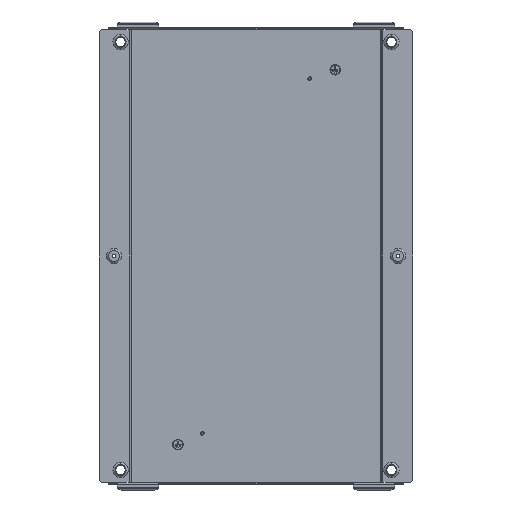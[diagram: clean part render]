
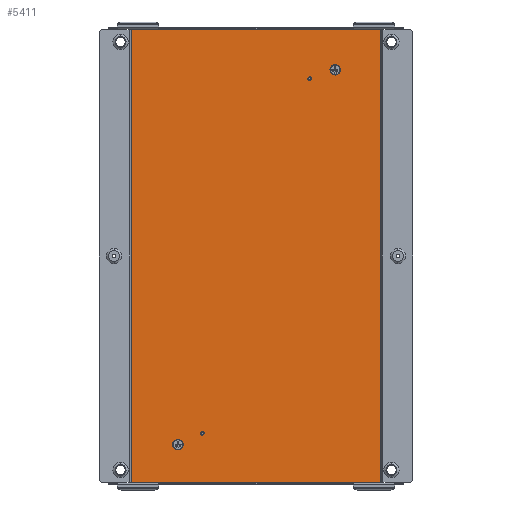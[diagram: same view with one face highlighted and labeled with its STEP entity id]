
A CAD part, front view. The second image highlights one B-rep face of the part: STEP entity #5411.
In plain terms, the highlighted planar face has unit normal (0, -1, 0).
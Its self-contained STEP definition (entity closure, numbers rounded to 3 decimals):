
#816 = VERTEX_POINT ( 'NONE', #4633 ) ;
#989 = DIRECTION ( 'NONE',  ( 0., 0., 1. ) ) ;
#1127 = LINE ( 'NONE', #20976, #20148 ) ;
#1344 = EDGE_CURVE ( 'NONE', #9701, #12691, #1763, .T. ) ;
#1763 = LINE ( 'NONE', #10464, #12075 ) ;
#1934 = VERTEX_POINT ( 'NONE', #7426 ) ;
#3209 = EDGE_CURVE ( 'NONE', #816, #1934, #11955, .T. ) ;
#3255 = FACE_OUTER_BOUND ( 'NONE', #11800, .T. ) ;
#3865 = CARTESIAN_POINT ( 'NONE',  ( 238.75, -1.5, 434. ) ) ;
#4207 = ORIENTED_EDGE ( 'NONE', *, *, #25807, .F. ) ;
#4331 = CARTESIAN_POINT ( 'NONE',  ( 238.75, -1.5, -434. ) ) ;
#4633 = CARTESIAN_POINT ( 'NONE',  ( -238.75, -1.5, -434. ) ) ;
#5004 = AXIS2_PLACEMENT_3D ( 'NONE', #16388, #24704, #5551 ) ;
#5411 = ADVANCED_FACE ( 'NONE', ( #3255 ), #9825, .T. ) ;
#5551 = DIRECTION ( 'NONE',  ( 0., 0., -1. ) ) ;
#6208 = VECTOR ( 'NONE', #12246, 1000. ) ;
#7426 = CARTESIAN_POINT ( 'NONE',  ( -238.75, -1.5, 434. ) ) ;
#9701 = VERTEX_POINT ( 'NONE', #3865 ) ;
#9825 = PLANE ( 'NONE',  #5004 ) ;
#10464 = CARTESIAN_POINT ( 'NONE',  ( 238.75, -1.5, 437. ) ) ;
#11800 = EDGE_LOOP ( 'NONE', ( #18164, #25318, #16779, #4207 ) ) ;
#11955 = LINE ( 'NONE', #16673, #27684 ) ;
#12075 = VECTOR ( 'NONE', #19178, 1000. ) ;
#12246 = DIRECTION ( 'NONE',  ( -1., 0., 0. ) ) ;
#12691 = VERTEX_POINT ( 'NONE', #4331 ) ;
#14455 = EDGE_CURVE ( 'NONE', #12691, #816, #16958, .T. ) ;
#14820 = CARTESIAN_POINT ( 'NONE',  ( 238.75, -1.5, -434. ) ) ;
#16388 = CARTESIAN_POINT ( 'NONE',  ( 0., -1.5, 0. ) ) ;
#16673 = CARTESIAN_POINT ( 'NONE',  ( -238.75, -1.5, -437. ) ) ;
#16779 = ORIENTED_EDGE ( 'NONE', *, *, #1344, .F. ) ;
#16958 = LINE ( 'NONE', #14820, #6208 ) ;
#18164 = ORIENTED_EDGE ( 'NONE', *, *, #3209, .F. ) ;
#19178 = DIRECTION ( 'NONE',  ( 0., 0., -1. ) ) ;
#20148 = VECTOR ( 'NONE', #23133, 1000. ) ;
#20976 = CARTESIAN_POINT ( 'NONE',  ( -238.75, -1.5, 434. ) ) ;
#23133 = DIRECTION ( 'NONE',  ( 1., 0., 0. ) ) ;
#24704 = DIRECTION ( 'NONE',  ( 0., -1., 0. ) ) ;
#25318 = ORIENTED_EDGE ( 'NONE', *, *, #14455, .F. ) ;
#25807 = EDGE_CURVE ( 'NONE', #1934, #9701, #1127, .T. ) ;
#27684 = VECTOR ( 'NONE', #989, 1000. ) ;
